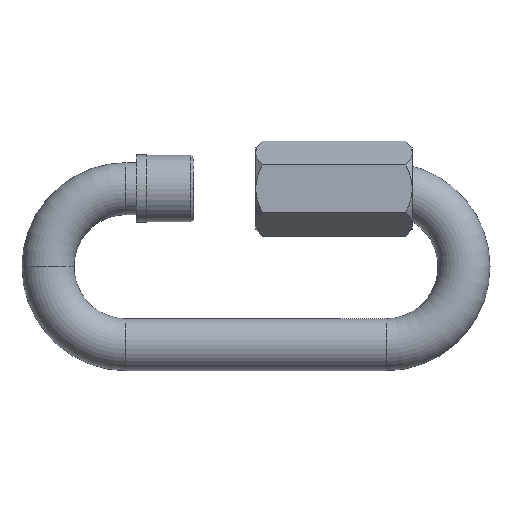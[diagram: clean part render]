
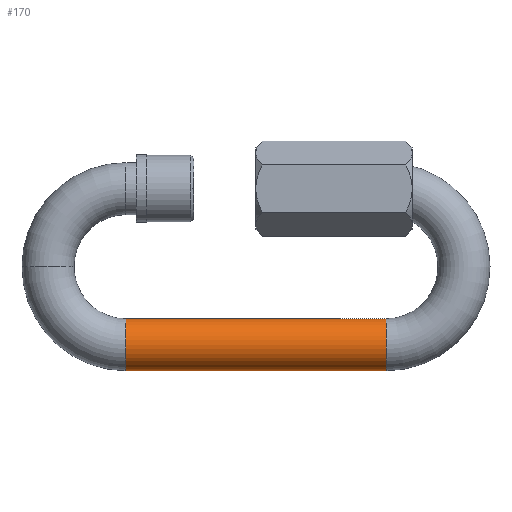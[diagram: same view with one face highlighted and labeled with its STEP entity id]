
A CAD part, top view. The second image highlights one B-rep face of the part: STEP entity #170.
In plain terms, the highlighted cylindrical face has radius 5 mm (diameter 10 mm), a partial arc.
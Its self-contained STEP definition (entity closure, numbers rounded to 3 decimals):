
#17 = DIRECTION ( 'NONE',  ( 0., 0., -1. ) ) ;
#23 = DIRECTION ( 'NONE',  ( -1., 0., 0. ) ) ;
#29 = EDGE_CURVE ( 'NONE', #577, #1302, #865, .T. ) ;
#101 = AXIS2_PLACEMENT_3D ( 'NONE', #152, #23, #17 ) ;
#115 = CARTESIAN_POINT ( 'NONE',  ( 25., -20., 0. ) ) ;
#152 = CARTESIAN_POINT ( 'NONE',  ( -25., -15., 0. ) ) ;
#170 = ADVANCED_FACE ( 'NONE', ( #1197 ), #415, .T. ) ;
#415 = CYLINDRICAL_SURFACE ( 'NONE', #1284, 5. ) ;
#512 = EDGE_LOOP ( 'NONE', ( #1373, #1353, #966, #600 ) ) ;
#524 = DIRECTION ( 'NONE',  ( 0., -1., 0. ) ) ;
#577 = VERTEX_POINT ( 'NONE', #115 ) ;
#581 = VECTOR ( 'NONE', #941, 1000. ) ;
#593 = CARTESIAN_POINT ( 'NONE',  ( -25., -20., 0. ) ) ;
#600 = ORIENTED_EDGE ( 'NONE', *, *, #29, .F. ) ;
#604 = LINE ( 'NONE', #1342, #581 ) ;
#708 = EDGE_CURVE ( 'NONE', #1452, #771, #604, .T. ) ;
#771 = VERTEX_POINT ( 'NONE', #1037 ) ;
#865 = LINE ( 'NONE', #1297, #1113 ) ;
#941 = DIRECTION ( 'NONE',  ( -1., 0., 0. ) ) ;
#966 = ORIENTED_EDGE ( 'NONE', *, *, #984, .F. ) ;
#984 = EDGE_CURVE ( 'NONE', #1302, #771, #1486, .T. ) ;
#993 = DIRECTION ( 'NONE',  ( -1., 0., 0. ) ) ;
#1037 = CARTESIAN_POINT ( 'NONE',  ( -25., -10., 0. ) ) ;
#1039 = AXIS2_PLACEMENT_3D ( 'NONE', #1123, #993, #1658 ) ;
#1113 = VECTOR ( 'NONE', #1167, 1000. ) ;
#1123 = CARTESIAN_POINT ( 'NONE',  ( 25., -15., 0. ) ) ;
#1167 = DIRECTION ( 'NONE',  ( -1., 0., 0. ) ) ;
#1176 = DIRECTION ( 'NONE',  ( -1., 0., 0. ) ) ;
#1197 = FACE_OUTER_BOUND ( 'NONE', #512, .T. ) ;
#1284 = AXIS2_PLACEMENT_3D ( 'NONE', #1712, #1176, #524 ) ;
#1297 = CARTESIAN_POINT ( 'NONE',  ( 25., -20., 0. ) ) ;
#1302 = VERTEX_POINT ( 'NONE', #593 ) ;
#1342 = CARTESIAN_POINT ( 'NONE',  ( 25., -10., 0. ) ) ;
#1353 = ORIENTED_EDGE ( 'NONE', *, *, #708, .T. ) ;
#1373 = ORIENTED_EDGE ( 'NONE', *, *, #1669, .T. ) ;
#1452 = VERTEX_POINT ( 'NONE', #1596 ) ;
#1486 = CIRCLE ( 'NONE', #101, 5. ) ;
#1583 = CIRCLE ( 'NONE', #1039, 5. ) ;
#1596 = CARTESIAN_POINT ( 'NONE',  ( 25., -10., 0. ) ) ;
#1658 = DIRECTION ( 'NONE',  ( 0., 0., -1. ) ) ;
#1669 = EDGE_CURVE ( 'NONE', #577, #1452, #1583, .T. ) ;
#1712 = CARTESIAN_POINT ( 'NONE',  ( 25., -15., 0. ) ) ;
